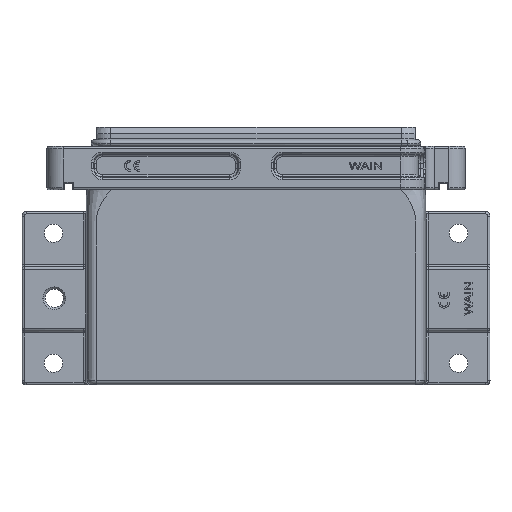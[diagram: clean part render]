
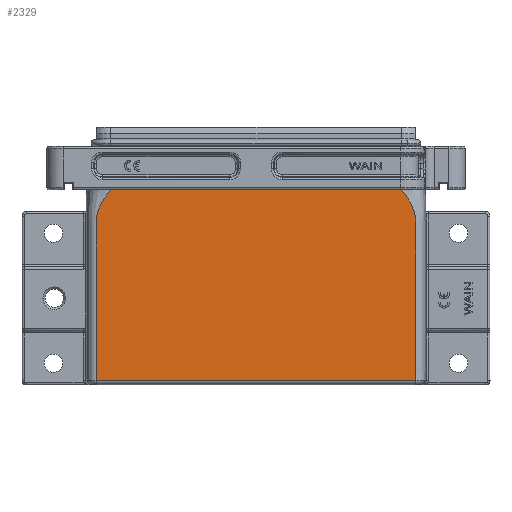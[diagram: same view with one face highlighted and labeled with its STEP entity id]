
A CAD part, top view. The second image highlights one B-rep face of the part: STEP entity #2329.
In plain terms, the highlighted planar face has unit normal (0, 0, 1).
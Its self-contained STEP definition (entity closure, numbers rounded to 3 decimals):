
#1142=FACE_OUTER_BOUND('',#6970,.T.);
#2329=ADVANCED_FACE('NONE',(#1142),#3432,.T.);
#3432=PLANE('',#20661);
#4446=LINE('',#32276,#5607);
#4451=LINE('',#32398,#5612);
#5607=VECTOR('',#22579,1.);
#5612=VECTOR('',#22598,1.);
#6970=EDGE_LOOP('',(#9139,#9140,#9141,#9142));
#9139=ORIENTED_EDGE('',*,*,#16794,.T.);
#9140=ORIENTED_EDGE('',*,*,#16782,.T.);
#9141=ORIENTED_EDGE('',*,*,#16429,.T.);
#9142=ORIENTED_EDGE('',*,*,#16795,.T.);
#14506=VERTEX_POINT('',#28822);
#14508=VERTEX_POINT('',#28870);
#14732=VERTEX_POINT('',#32277);
#14738=VERTEX_POINT('',#32397);
#16429=EDGE_CURVE('NONE',#14506,#14508,#19411,.T.);
#16782=EDGE_CURVE('NONE',#14732,#14506,#4446,.T.);
#16794=EDGE_CURVE('NONE',#14738,#14732,#19637,.T.);
#16795=EDGE_CURVE('NONE',#14508,#14738,#4451,.T.);
#19411=B_SPLINE_CURVE_WITH_KNOTS('',3,(#28871,#28872,#28873,#28874,#28875,
#28876,#28877,#28878,#28879,#28880,#28881,#28882,#28883,#28884,#28885,#28886,
#28887,#28888,#28889,#28890,#28891,#28892,#28893,#28894,#28895,#28896,#28897,
#28898,#28899,#28900,#28901,#28902,#28903,#28904,#28905,#28906,#28907,#28908,
#28909,#28910,#28911,#28912,#28913,#28914,#28915,#28916,#28917,#28918,#28919,
#28920,#28921,#28922,#28923,#28924,#28925,#28926,#28927,#28928,#28929,#28930,
#28931,#28932,#28933,#28934,#28935,#28936),.UNSPECIFIED.,.F.,.F.,(4,1,1,
1,1,1,1,1,1,2,2,1,1,1,2,2,1,1,1,1,2,2,1,1,1,1,1,1,2,2,1,1,1,1,1,1,1,2,2,
1,1,1,1,1,1,1,1,1,1,2,2,4),(0.,0.125,0.187,0.219,
0.234,0.242,0.246,0.248,
0.249,0.25,0.25,0.266,
0.273,0.277,0.279,0.281,
0.297,0.305,0.309,0.311,
0.312,0.312,0.328,0.336,
0.34,0.342,0.343,0.343,
0.344,0.344,0.359,0.367,
0.371,0.373,0.374,0.375,
0.375,0.375,0.375,0.437,
0.469,0.484,0.492,0.496,
0.498,0.499,0.5,0.5,
0.5,0.5,0.5,1.),.UNSPECIFIED.);
#19637=B_SPLINE_CURVE_WITH_KNOTS('',3,(#32358,#32359,#32360,#32361,#32362,
#32363,#32364,#32365,#32366,#32367,#32368,#32369,#32370,#32371,#32372,#32373,
#32374,#32375,#32376,#32377,#32378,#32379,#32380,#32381,#32382,#32383,#32384,
#32385,#32386,#32387,#32388,#32389,#32390,#32391,#32392,#32393,#32394,#32395,
#32396),.UNSPECIFIED.,.F.,.F.,(4,1,1,1,1,1,1,1,1,2,2,1,1,1,1,1,2,2,1,2,
2,2,2,1,2,2,4),(0.,0.25,0.375,0.437,
0.469,0.484,0.492,0.496,0.498,
0.499,0.5,0.562,0.594,
0.609,0.617,0.621,0.623,
0.625,0.633,0.637,0.641,
0.656,0.687,0.719,0.734,
0.75,1.),.UNSPECIFIED.);
#20661=AXIS2_PLACEMENT_3D('',#32399,#22599,#22600);
#22579=DIRECTION('',(-1.,0.,0.));
#22598=DIRECTION('',(1.,0.,0.));
#22599=DIRECTION('',(0.,0.,1.));
#22600=DIRECTION('',(1.,0.,0.));
#28822=CARTESIAN_POINT('',(-66.897,90.,29.));
#28870=CARTESIAN_POINT('',(-73.837,2.,29.));
#28871=CARTESIAN_POINT('',(-66.897,90.,29.));
#28872=CARTESIAN_POINT('',(-68.645,88.073,29.));
#28873=CARTESIAN_POINT('',(-70.771,85.184,29.));
#28874=CARTESIAN_POINT('',(-72.385,81.813,29.));
#28875=CARTESIAN_POINT('',(-72.976,80.127,29.));
#28876=CARTESIAN_POINT('',(-73.217,79.285,29.));
#28877=CARTESIAN_POINT('',(-73.324,78.863,29.));
#28878=CARTESIAN_POINT('',(-73.374,78.653,29.));
#28879=CARTESIAN_POINT('',(-73.398,78.547,29.));
#28880=CARTESIAN_POINT('',(-73.41,78.495,29.));
#28881=CARTESIAN_POINT('',(-73.415,78.472,29.));
#28882=CARTESIAN_POINT('',(-73.419,78.457,29.));
#28883=CARTESIAN_POINT('',(-73.421,78.448,29.));
#28884=CARTESIAN_POINT('',(-73.466,78.241,29.));
#28885=CARTESIAN_POINT('',(-73.529,77.935,29.));
#28886=CARTESIAN_POINT('',(-73.592,77.57,29.));
#28887=CARTESIAN_POINT('',(-73.622,77.386,29.));
#28888=CARTESIAN_POINT('',(-73.635,77.306,29.));
#28889=CARTESIAN_POINT('',(-73.643,77.253,29.));
#28890=CARTESIAN_POINT('',(-73.647,77.225,29.));
#28891=CARTESIAN_POINT('',(-73.681,76.998,29.));
#28892=CARTESIAN_POINT('',(-73.72,76.699,29.));
#28893=CARTESIAN_POINT('',(-73.756,76.358,29.));
#28894=CARTESIAN_POINT('',(-73.772,76.19,29.));
#28895=CARTESIAN_POINT('',(-73.779,76.106,29.));
#28896=CARTESIAN_POINT('',(-73.782,76.071,29.));
#28897=CARTESIAN_POINT('',(-73.784,76.047,29.));
#28898=CARTESIAN_POINT('',(-73.785,76.034,29.));
#28899=CARTESIAN_POINT('',(-73.799,75.851,29.));
#28900=CARTESIAN_POINT('',(-73.815,75.581,29.));
#28901=CARTESIAN_POINT('',(-73.827,75.242,29.));
#28902=CARTESIAN_POINT('',(-73.831,75.067,29.));
#28903=CARTESIAN_POINT('',(-73.833,74.978,29.));
#28904=CARTESIAN_POINT('',(-73.833,74.933,29.));
#28905=CARTESIAN_POINT('',(-73.834,74.911,29.));
#28906=CARTESIAN_POINT('',(-73.834,74.901,29.));
#28907=CARTESIAN_POINT('',(-73.834,74.894,29.));
#28908=CARTESIAN_POINT('',(-73.834,74.89,29.));
#28909=CARTESIAN_POINT('',(-73.836,74.775,29.));
#28910=CARTESIAN_POINT('',(-73.837,74.536,29.));
#28911=CARTESIAN_POINT('',(-73.838,74.136,29.));
#28912=CARTESIAN_POINT('',(-73.837,73.905,29.));
#28913=CARTESIAN_POINT('',(-73.837,73.782,29.));
#28914=CARTESIAN_POINT('',(-73.837,73.719,29.));
#28915=CARTESIAN_POINT('',(-73.837,73.687,29.));
#28916=CARTESIAN_POINT('',(-73.837,73.671,29.));
#28917=CARTESIAN_POINT('',(-73.837,73.664,29.));
#28918=CARTESIAN_POINT('',(-73.837,73.659,29.));
#28919=CARTESIAN_POINT('',(-73.837,73.655,29.));
#28920=CARTESIAN_POINT('',(-73.837,73.583,29.));
#28921=CARTESIAN_POINT('',(-73.837,72.74,29.));
#28922=CARTESIAN_POINT('',(-73.837,70.468,29.));
#28923=CARTESIAN_POINT('',(-73.837,69.01,29.));
#28924=CARTESIAN_POINT('',(-73.837,68.201,29.));
#28925=CARTESIAN_POINT('',(-73.837,67.776,29.));
#28926=CARTESIAN_POINT('',(-73.837,67.559,29.));
#28927=CARTESIAN_POINT('',(-73.837,67.449,29.));
#28928=CARTESIAN_POINT('',(-73.837,67.393,29.));
#28929=CARTESIAN_POINT('',(-73.837,67.366,29.));
#28930=CARTESIAN_POINT('',(-73.837,67.352,29.));
#28931=CARTESIAN_POINT('',(-73.837,67.346,29.));
#28932=CARTESIAN_POINT('',(-73.837,67.342,29.));
#28933=CARTESIAN_POINT('',(-73.837,67.338,29.));
#28934=CARTESIAN_POINT('',(-73.837,66.586,29.));
#28935=CARTESIAN_POINT('',(-73.837,44.806,29.));
#28936=CARTESIAN_POINT('',(-73.837,2.,29.));
#32276=CARTESIAN_POINT('',(-78.5,90.,29.));
#32277=CARTESIAN_POINT('',(66.897,90.,29.));
#32358=CARTESIAN_POINT('',(73.837,2.,29.));
#32359=CARTESIAN_POINT('',(73.837,11.656,29.));
#32360=CARTESIAN_POINT('',(73.837,27.062,29.));
#32361=CARTESIAN_POINT('',(73.837,46.649,29.));
#32362=CARTESIAN_POINT('',(73.837,56.847,29.));
#32363=CARTESIAN_POINT('',(73.837,62.046,29.));
#32364=CARTESIAN_POINT('',(73.837,64.671,29.));
#32365=CARTESIAN_POINT('',(73.837,65.99,29.));
#32366=CARTESIAN_POINT('',(73.837,66.651,29.));
#32367=CARTESIAN_POINT('',(73.837,66.982,29.));
#32368=CARTESIAN_POINT('',(73.837,67.124,29.));
#32369=CARTESIAN_POINT('',(73.837,67.218,29.));
#32370=CARTESIAN_POINT('',(73.837,67.297,29.));
#32371=CARTESIAN_POINT('',(73.837,68.361,29.));
#32372=CARTESIAN_POINT('',(73.837,69.934,29.));
#32373=CARTESIAN_POINT('',(73.836,71.77,29.));
#32374=CARTESIAN_POINT('',(73.836,72.688,29.));
#32375=CARTESIAN_POINT('',(73.836,73.148,29.));
#32376=CARTESIAN_POINT('',(73.836,73.377,29.));
#32377=CARTESIAN_POINT('',(73.836,73.476,29.));
#32378=CARTESIAN_POINT('',(73.836,73.541,29.));
#32379=CARTESIAN_POINT('',(73.836,73.606,29.));
#32380=CARTESIAN_POINT('',(73.836,73.61,29.));
#32381=CARTESIAN_POINT('',(73.837,73.692,29.));
#32382=CARTESIAN_POINT('',(73.837,73.888,29.));
#32383=CARTESIAN_POINT('',(73.837,74.045,29.));
#32384=CARTESIAN_POINT('',(73.838,74.178,29.));
#32385=CARTESIAN_POINT('',(73.838,74.484,29.));
#32386=CARTESIAN_POINT('',(73.838,74.639,29.));
#32387=CARTESIAN_POINT('',(73.831,75.231,29.));
#32388=CARTESIAN_POINT('',(73.819,75.561,29.));
#32389=CARTESIAN_POINT('',(73.759,76.367,29.));
#32390=CARTESIAN_POINT('',(73.692,76.972,29.));
#32391=CARTESIAN_POINT('',(73.592,77.58,29.));
#32392=CARTESIAN_POINT('',(73.518,77.985,29.));
#32393=CARTESIAN_POINT('',(73.486,78.149,29.));
#32394=CARTESIAN_POINT('',(72.586,82.26,29.));
#32395=CARTESIAN_POINT('',(70.408,86.129,29.));
#32396=CARTESIAN_POINT('',(66.897,90.,29.));
#32397=CARTESIAN_POINT('',(73.837,2.,29.));
#32398=CARTESIAN_POINT('',(-78.5,2.,29.));
#32399=CARTESIAN_POINT('',(-78.5,0.,29.));
